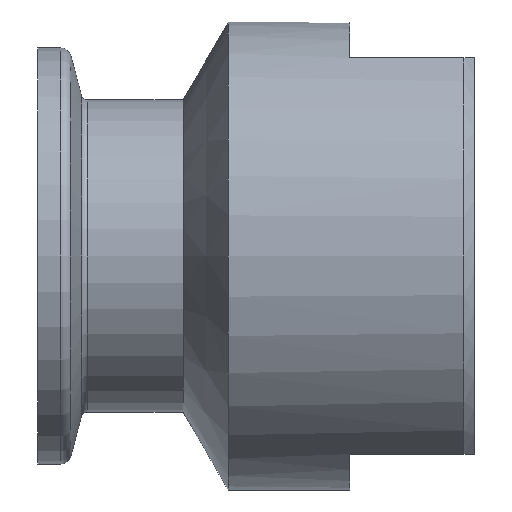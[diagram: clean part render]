
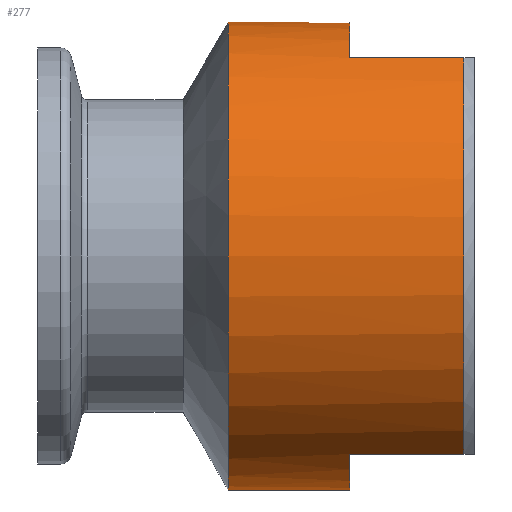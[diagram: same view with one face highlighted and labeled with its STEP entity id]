
A CAD part, front view. The second image highlights one B-rep face of the part: STEP entity #277.
In plain terms, the highlighted cylindrical face has radius 22.5 mm (diameter 45 mm), a full revolution.
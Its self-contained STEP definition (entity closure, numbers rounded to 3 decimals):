
#10 = CIRCLE ( 'NONE', #30, 22.5 ) ;
#27 = DIRECTION ( 'NONE',  ( 0., 0., -1. ) ) ;
#30 = AXIS2_PLACEMENT_3D ( 'NONE', #303, #552, #546 ) ;
#31 = ORIENTED_EDGE ( 'NONE', *, *, #317, .T. ) ;
#59 = CIRCLE ( 'NONE', #381, 22.5 ) ;
#63 = AXIS2_PLACEMENT_3D ( 'NONE', #379, #198, #437 ) ;
#69 = CARTESIAN_POINT ( 'NONE',  ( 30., 11.973, -19.05 ) ) ;
#75 = CARTESIAN_POINT ( 'NONE',  ( 0., 0., 0. ) ) ;
#80 = CARTESIAN_POINT ( 'NONE',  ( 30., -11.973, -19.05 ) ) ;
#92 = VERTEX_POINT ( 'NONE', #447 ) ;
#98 = VERTEX_POINT ( 'NONE', #501 ) ;
#101 = VERTEX_POINT ( 'NONE', #561 ) ;
#113 = CARTESIAN_POINT ( 'NONE',  ( 41., 11.973, 19.05 ) ) ;
#133 = ORIENTED_EDGE ( 'NONE', *, *, #478, .T. ) ;
#145 = ORIENTED_EDGE ( 'NONE', *, *, #449, .F. ) ;
#158 = VERTEX_POINT ( 'NONE', #412 ) ;
#159 = DIRECTION ( 'NONE',  ( 0., 0., -1. ) ) ;
#160 = DIRECTION ( 'NONE',  ( 0., 0., -1. ) ) ;
#168 = DIRECTION ( 'NONE',  ( 1., 0., 0. ) ) ;
#172 = VERTEX_POINT ( 'NONE', #515 ) ;
#177 = EDGE_CURVE ( 'NONE', #305, #101, #395, .T. ) ;
#178 = VECTOR ( 'NONE', #400, 1000. ) ;
#189 = ORIENTED_EDGE ( 'NONE', *, *, #517, .F. ) ;
#191 = LINE ( 'NONE', #486, #467 ) ;
#198 = DIRECTION ( 'NONE',  ( 1., 0., 0. ) ) ;
#200 = DIRECTION ( 'NONE',  ( 1., 0., 0. ) ) ;
#210 = CYLINDRICAL_SURFACE ( 'NONE', #473, 22.5 ) ;
#211 = DIRECTION ( 'NONE',  ( -1., 0., 0. ) ) ;
#224 = FACE_OUTER_BOUND ( 'NONE', #453, .T. ) ;
#231 = VERTEX_POINT ( 'NONE', #80 ) ;
#248 = DIRECTION ( 'NONE',  ( 1., 0., 0. ) ) ;
#250 = CARTESIAN_POINT ( 'NONE',  ( 41., 0., 0. ) ) ;
#257 = CIRCLE ( 'NONE', #265, 22.5 ) ;
#265 = AXIS2_PLACEMENT_3D ( 'NONE', #450, #592, #159 ) ;
#277 = ADVANCED_FACE ( 'NONE', ( #620, #224 ), #210, .T. ) ;
#297 = ORIENTED_EDGE ( 'NONE', *, *, #177, .F. ) ;
#301 = ORIENTED_EDGE ( 'NONE', *, *, #391, .T. ) ;
#302 = EDGE_CURVE ( 'NONE', #92, #92, #10, .T. ) ;
#303 = CARTESIAN_POINT ( 'NONE',  ( 18.33, 0., 0. ) ) ;
#305 = VERTEX_POINT ( 'NONE', #344 ) ;
#307 = CARTESIAN_POINT ( 'NONE',  ( 30., -11.973, -19.05 ) ) ;
#316 = VERTEX_POINT ( 'NONE', #113 ) ;
#317 = EDGE_CURVE ( 'NONE', #582, #98, #59, .T. ) ;
#319 = VECTOR ( 'NONE', #558, 1000. ) ;
#332 = DIRECTION ( 'NONE',  ( 1., 0., 0. ) ) ;
#344 = CARTESIAN_POINT ( 'NONE',  ( 30., 11.973, 19.05 ) ) ;
#350 = LINE ( 'NONE', #307, #319 ) ;
#359 = EDGE_CURVE ( 'NONE', #172, #158, #570, .T. ) ;
#364 = EDGE_CURVE ( 'NONE', #316, #158, #257, .T. ) ;
#379 = CARTESIAN_POINT ( 'NONE',  ( 30., 0., 0. ) ) ;
#381 = AXIS2_PLACEMENT_3D ( 'NONE', #250, #211, #601 ) ;
#391 = EDGE_CURVE ( 'NONE', #231, #582, #350, .T. ) ;
#392 = CIRCLE ( 'NONE', #63, 22.5 ) ;
#395 = CIRCLE ( 'NONE', #461, 22.5 ) ;
#400 = DIRECTION ( 'NONE',  ( 1., 0., 0. ) ) ;
#412 = CARTESIAN_POINT ( 'NONE',  ( 41., 11.973, -19.05 ) ) ;
#433 = ORIENTED_EDGE ( 'NONE', *, *, #359, .F. ) ;
#437 = DIRECTION ( 'NONE',  ( 0., 0., -1. ) ) ;
#438 = VECTOR ( 'NONE', #200, 1000. ) ;
#447 = CARTESIAN_POINT ( 'NONE',  ( 18.33, 0., -22.5 ) ) ;
#449 = EDGE_CURVE ( 'NONE', #101, #98, #547, .T. ) ;
#450 = CARTESIAN_POINT ( 'NONE',  ( 41., 0., 0. ) ) ;
#453 = EDGE_LOOP ( 'NONE', ( #471 ) ) ;
#461 = AXIS2_PLACEMENT_3D ( 'NONE', #512, #168, #27 ) ;
#467 = VECTOR ( 'NONE', #332, 1000. ) ;
#471 = ORIENTED_EDGE ( 'NONE', *, *, #302, .T. ) ;
#473 = AXIS2_PLACEMENT_3D ( 'NONE', #75, #248, #160 ) ;
#478 = EDGE_CURVE ( 'NONE', #305, #316, #191, .T. ) ;
#481 = CARTESIAN_POINT ( 'NONE',  ( 41., -11.973, -19.05 ) ) ;
#486 = CARTESIAN_POINT ( 'NONE',  ( 30., 11.973, 19.05 ) ) ;
#493 = EDGE_LOOP ( 'NONE', ( #133, #587, #433, #189, #301, #31, #145, #297 ) ) ;
#501 = CARTESIAN_POINT ( 'NONE',  ( 41., -11.973, 19.05 ) ) ;
#512 = CARTESIAN_POINT ( 'NONE',  ( 30., 0., 0. ) ) ;
#513 = CARTESIAN_POINT ( 'NONE',  ( 30., -11.973, 19.05 ) ) ;
#515 = CARTESIAN_POINT ( 'NONE',  ( 30., 11.973, -19.05 ) ) ;
#517 = EDGE_CURVE ( 'NONE', #231, #172, #392, .T. ) ;
#546 = DIRECTION ( 'NONE',  ( 0., 0., -1. ) ) ;
#547 = LINE ( 'NONE', #513, #178 ) ;
#552 = DIRECTION ( 'NONE',  ( 1., 0., 0. ) ) ;
#558 = DIRECTION ( 'NONE',  ( 1., 0., 0. ) ) ;
#561 = CARTESIAN_POINT ( 'NONE',  ( 30., -11.973, 19.05 ) ) ;
#570 = LINE ( 'NONE', #69, #438 ) ;
#582 = VERTEX_POINT ( 'NONE', #481 ) ;
#587 = ORIENTED_EDGE ( 'NONE', *, *, #364, .T. ) ;
#592 = DIRECTION ( 'NONE',  ( -1., 0., 0. ) ) ;
#601 = DIRECTION ( 'NONE',  ( 0., 0., -1. ) ) ;
#620 = FACE_OUTER_BOUND ( 'NONE', #493, .T. ) ;
